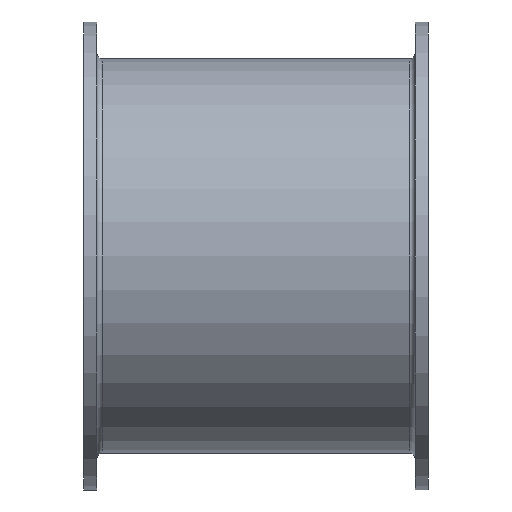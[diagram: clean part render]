
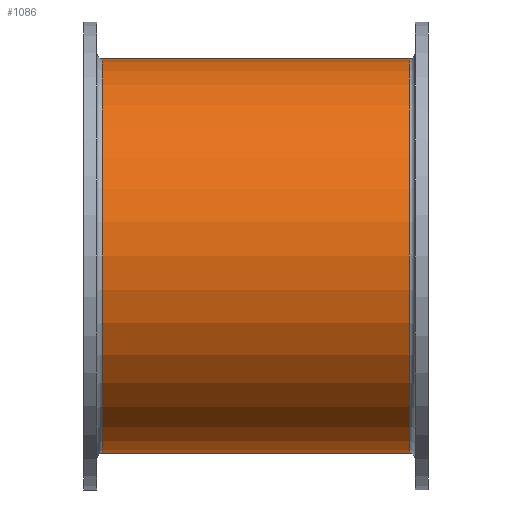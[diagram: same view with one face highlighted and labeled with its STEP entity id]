
A CAD part, left-side view. The second image highlights one B-rep face of the part: STEP entity #1086.
In plain terms, the highlighted cylindrical face has radius 75 mm (diameter 150 mm), a partial arc.
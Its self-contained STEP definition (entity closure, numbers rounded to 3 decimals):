
#94 = DIRECTION ( 'NONE',  ( 0., -1., 0. ) ) ;
#187 = CARTESIAN_POINT ( 'NONE',  ( 0., 32., 0. ) ) ;
#199 = AXIS2_PLACEMENT_3D ( 'NONE', #187, #1276, #574 ) ;
#212 = ORIENTED_EDGE ( 'NONE', *, *, #745, .T. ) ;
#233 = VECTOR ( 'NONE', #94, 1000. ) ;
#328 = DIRECTION ( 'NONE',  ( 0., 0., 1. ) ) ;
#422 = LINE ( 'NONE', #1904, #233 ) ;
#476 = DIRECTION ( 'NONE',  ( 0., 0., -1. ) ) ;
#504 = EDGE_CURVE ( 'NONE', #926, #852, #980, .T. ) ;
#574 = DIRECTION ( 'NONE',  ( 0., 0., -1. ) ) ;
#651 = ORIENTED_EDGE ( 'NONE', *, *, #504, .T. ) ;
#685 = FACE_OUTER_BOUND ( 'NONE', #2013, .T. ) ;
#745 = EDGE_CURVE ( 'NONE', #852, #1736, #1133, .T. ) ;
#852 = VERTEX_POINT ( 'NONE', #1703 ) ;
#866 = EDGE_CURVE ( 'NONE', #2146, #1736, #422, .T. ) ;
#926 = VERTEX_POINT ( 'NONE', #1869 ) ;
#968 = DIRECTION ( 'NONE',  ( 0., -1., 0. ) ) ;
#980 = LINE ( 'NONE', #1695, #2022 ) ;
#1007 = CARTESIAN_POINT ( 'NONE',  ( 0., 149., 75. ) ) ;
#1028 = DIRECTION ( 'NONE',  ( 0., -1., 0. ) ) ;
#1086 = ADVANCED_FACE ( 'NONE', ( #685 ), #1585, .T. ) ;
#1133 = CIRCLE ( 'NONE', #199, 75. ) ;
#1276 = DIRECTION ( 'NONE',  ( 0., 1., 0. ) ) ;
#1282 = ORIENTED_EDGE ( 'NONE', *, *, #866, .F. ) ;
#1500 = EDGE_CURVE ( 'NONE', #2146, #926, #2080, .T. ) ;
#1539 = CARTESIAN_POINT ( 'NONE',  ( 0., 32., 75. ) ) ;
#1585 = CYLINDRICAL_SURFACE ( 'NONE', #1701, 75. ) ;
#1603 = DIRECTION ( 'NONE',  ( 0., -1., 0. ) ) ;
#1695 = CARTESIAN_POINT ( 'NONE',  ( 0., 6., -75. ) ) ;
#1701 = AXIS2_PLACEMENT_3D ( 'NONE', #1943, #1028, #476 ) ;
#1703 = CARTESIAN_POINT ( 'NONE',  ( 0., 32., -75. ) ) ;
#1736 = VERTEX_POINT ( 'NONE', #1539 ) ;
#1869 = CARTESIAN_POINT ( 'NONE',  ( 0., 149., -75. ) ) ;
#1904 = CARTESIAN_POINT ( 'NONE',  ( 0., 6., 75. ) ) ;
#1943 = CARTESIAN_POINT ( 'NONE',  ( 0., 6., 0. ) ) ;
#2013 = EDGE_LOOP ( 'NONE', ( #1282, #2224, #651, #212 ) ) ;
#2022 = VECTOR ( 'NONE', #968, 1000. ) ;
#2080 = CIRCLE ( 'NONE', #2300, 75. ) ;
#2146 = VERTEX_POINT ( 'NONE', #1007 ) ;
#2149 = CARTESIAN_POINT ( 'NONE',  ( 0., 149., 0. ) ) ;
#2224 = ORIENTED_EDGE ( 'NONE', *, *, #1500, .T. ) ;
#2300 = AXIS2_PLACEMENT_3D ( 'NONE', #2149, #1603, #328 ) ;
